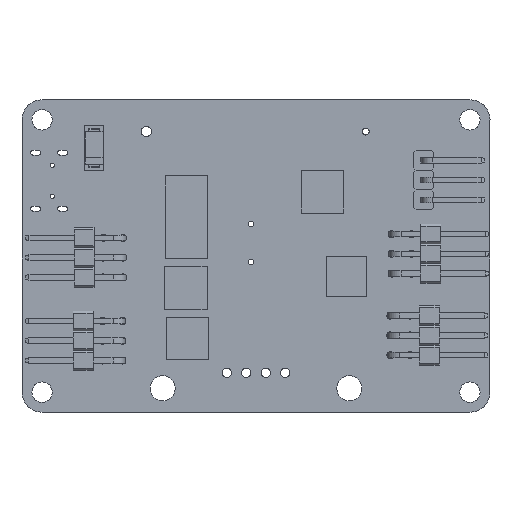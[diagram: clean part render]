
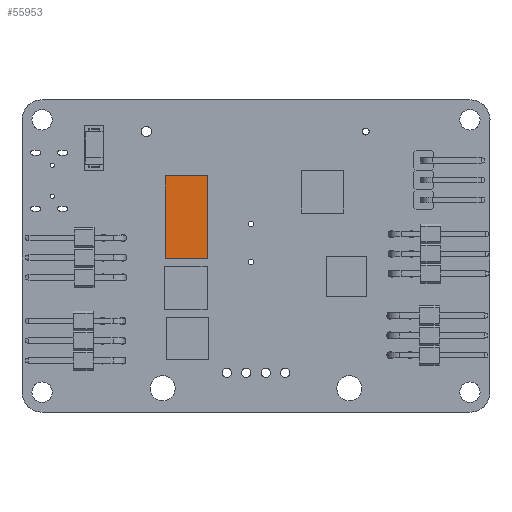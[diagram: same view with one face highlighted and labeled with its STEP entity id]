
A CAD part, top view. The second image highlights one B-rep face of the part: STEP entity #55953.
In plain terms, the highlighted planar face has unit normal (0, 0, 1).
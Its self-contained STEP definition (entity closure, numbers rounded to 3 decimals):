
#55639 = VERTEX_POINT('',#55640);
#55640 = CARTESIAN_POINT('',(2.7,5.3,2.));
#55647 = PLANE('',#55648);
#55648 = AXIS2_PLACEMENT_3D('',#55649,#55650,#55651);
#55649 = CARTESIAN_POINT('',(2.7,5.3,0.));
#55650 = DIRECTION('',(0.,-1.,0.));
#55651 = DIRECTION('',(-1.,0.,0.));
#55659 = PLANE('',#55660);
#55660 = AXIS2_PLACEMENT_3D('',#55661,#55662,#55663);
#55661 = CARTESIAN_POINT('',(2.7,-5.3,0.));
#55662 = DIRECTION('',(-1.,0.,0.));
#55663 = DIRECTION('',(0.,1.,0.));
#55671 = EDGE_CURVE('',#55639,#55672,#55674,.T.);
#55672 = VERTEX_POINT('',#55673);
#55673 = CARTESIAN_POINT('',(-2.7,5.3,2.));
#55674 = SURFACE_CURVE('',#55675,(#55679,#55686),.PCURVE_S1.);
#55675 = LINE('',#55676,#55677);
#55676 = CARTESIAN_POINT('',(2.7,5.3,2.));
#55677 = VECTOR('',#55678,1.);
#55678 = DIRECTION('',(-1.,0.,0.));
#55679 = PCURVE('',#55647,#55680);
#55680 = DEFINITIONAL_REPRESENTATION('',(#55681),#55685);
#55681 = LINE('',#55682,#55683);
#55682 = CARTESIAN_POINT('',(0.,-2.));
#55683 = VECTOR('',#55684,1.);
#55684 = DIRECTION('',(1.,0.));
#55685 = ( GEOMETRIC_REPRESENTATION_CONTEXT(2) 
PARAMETRIC_REPRESENTATION_CONTEXT() REPRESENTATION_CONTEXT('2D SPACE',''
  ) );
#55686 = PCURVE('',#55687,#55692);
#55687 = PLANE('',#55688);
#55688 = AXIS2_PLACEMENT_3D('',#55689,#55690,#55691);
#55689 = CARTESIAN_POINT('',(2.7,5.3,2.));
#55690 = DIRECTION('',(0.,0.,-1.));
#55691 = DIRECTION('',(-1.,0.,0.));
#55692 = DEFINITIONAL_REPRESENTATION('',(#55693),#55697);
#55693 = LINE('',#55694,#55695);
#55694 = CARTESIAN_POINT('',(0.,0.));
#55695 = VECTOR('',#55696,1.);
#55696 = DIRECTION('',(1.,0.));
#55697 = ( GEOMETRIC_REPRESENTATION_CONTEXT(2) 
PARAMETRIC_REPRESENTATION_CONTEXT() REPRESENTATION_CONTEXT('2D SPACE',''
  ) );
#55715 = PLANE('',#55716);
#55716 = AXIS2_PLACEMENT_3D('',#55717,#55718,#55719);
#55717 = CARTESIAN_POINT('',(-2.7,5.3,0.));
#55718 = DIRECTION('',(1.,0.,0.));
#55719 = DIRECTION('',(0.,-1.,0.));
#55757 = EDGE_CURVE('',#55672,#55758,#55760,.T.);
#55758 = VERTEX_POINT('',#55759);
#55759 = CARTESIAN_POINT('',(-2.7,-5.3,2.));
#55760 = SURFACE_CURVE('',#55761,(#55765,#55772),.PCURVE_S1.);
#55761 = LINE('',#55762,#55763);
#55762 = CARTESIAN_POINT('',(-2.7,5.3,2.));
#55763 = VECTOR('',#55764,1.);
#55764 = DIRECTION('',(0.,-1.,0.));
#55765 = PCURVE('',#55715,#55766);
#55766 = DEFINITIONAL_REPRESENTATION('',(#55767),#55771);
#55767 = LINE('',#55768,#55769);
#55768 = CARTESIAN_POINT('',(0.,-2.));
#55769 = VECTOR('',#55770,1.);
#55770 = DIRECTION('',(1.,0.));
#55771 = ( GEOMETRIC_REPRESENTATION_CONTEXT(2) 
PARAMETRIC_REPRESENTATION_CONTEXT() REPRESENTATION_CONTEXT('2D SPACE',''
  ) );
#55772 = PCURVE('',#55687,#55773);
#55773 = DEFINITIONAL_REPRESENTATION('',(#55774),#55778);
#55774 = LINE('',#55775,#55776);
#55775 = CARTESIAN_POINT('',(5.4,0.));
#55776 = VECTOR('',#55777,1.);
#55777 = DIRECTION('',(0.,-1.));
#55778 = ( GEOMETRIC_REPRESENTATION_CONTEXT(2) 
PARAMETRIC_REPRESENTATION_CONTEXT() REPRESENTATION_CONTEXT('2D SPACE',''
  ) );
#55796 = PLANE('',#55797);
#55797 = AXIS2_PLACEMENT_3D('',#55798,#55799,#55800);
#55798 = CARTESIAN_POINT('',(-2.7,-5.3,0.));
#55799 = DIRECTION('',(0.,1.,0.));
#55800 = DIRECTION('',(1.,0.,0.));
#55833 = EDGE_CURVE('',#55758,#55834,#55836,.T.);
#55834 = VERTEX_POINT('',#55835);
#55835 = CARTESIAN_POINT('',(2.7,-5.3,2.));
#55836 = SURFACE_CURVE('',#55837,(#55841,#55848),.PCURVE_S1.);
#55837 = LINE('',#55838,#55839);
#55838 = CARTESIAN_POINT('',(-2.7,-5.3,2.));
#55839 = VECTOR('',#55840,1.);
#55840 = DIRECTION('',(1.,0.,0.));
#55841 = PCURVE('',#55796,#55842);
#55842 = DEFINITIONAL_REPRESENTATION('',(#55843),#55847);
#55843 = LINE('',#55844,#55845);
#55844 = CARTESIAN_POINT('',(0.,-2.));
#55845 = VECTOR('',#55846,1.);
#55846 = DIRECTION('',(1.,0.));
#55847 = ( GEOMETRIC_REPRESENTATION_CONTEXT(2) 
PARAMETRIC_REPRESENTATION_CONTEXT() REPRESENTATION_CONTEXT('2D SPACE',''
  ) );
#55848 = PCURVE('',#55687,#55849);
#55849 = DEFINITIONAL_REPRESENTATION('',(#55850),#55854);
#55850 = LINE('',#55851,#55852);
#55851 = CARTESIAN_POINT('',(5.4,-10.6));
#55852 = VECTOR('',#55853,1.);
#55853 = DIRECTION('',(-1.,0.));
#55854 = ( GEOMETRIC_REPRESENTATION_CONTEXT(2) 
PARAMETRIC_REPRESENTATION_CONTEXT() REPRESENTATION_CONTEXT('2D SPACE',''
  ) );
#55904 = EDGE_CURVE('',#55834,#55639,#55905,.T.);
#55905 = SURFACE_CURVE('',#55906,(#55910,#55917),.PCURVE_S1.);
#55906 = LINE('',#55907,#55908);
#55907 = CARTESIAN_POINT('',(2.7,-5.3,2.));
#55908 = VECTOR('',#55909,1.);
#55909 = DIRECTION('',(0.,1.,0.));
#55910 = PCURVE('',#55659,#55911);
#55911 = DEFINITIONAL_REPRESENTATION('',(#55912),#55916);
#55912 = LINE('',#55913,#55914);
#55913 = CARTESIAN_POINT('',(0.,-2.));
#55914 = VECTOR('',#55915,1.);
#55915 = DIRECTION('',(1.,0.));
#55916 = ( GEOMETRIC_REPRESENTATION_CONTEXT(2) 
PARAMETRIC_REPRESENTATION_CONTEXT() REPRESENTATION_CONTEXT('2D SPACE',''
  ) );
#55917 = PCURVE('',#55687,#55918);
#55918 = DEFINITIONAL_REPRESENTATION('',(#55919),#55923);
#55919 = LINE('',#55920,#55921);
#55920 = CARTESIAN_POINT('',(0.,-10.6));
#55921 = VECTOR('',#55922,1.);
#55922 = DIRECTION('',(0.,1.));
#55923 = ( GEOMETRIC_REPRESENTATION_CONTEXT(2) 
PARAMETRIC_REPRESENTATION_CONTEXT() REPRESENTATION_CONTEXT('2D SPACE',''
  ) );
#55953 = ADVANCED_FACE('',(#55954),#55687,.F.);
#55954 = FACE_BOUND('',#55955,.T.);
#55955 = EDGE_LOOP('',(#55956,#55957,#55958,#55959));
#55956 = ORIENTED_EDGE('',*,*,#55671,.T.);
#55957 = ORIENTED_EDGE('',*,*,#55757,.T.);
#55958 = ORIENTED_EDGE('',*,*,#55833,.T.);
#55959 = ORIENTED_EDGE('',*,*,#55904,.T.);
